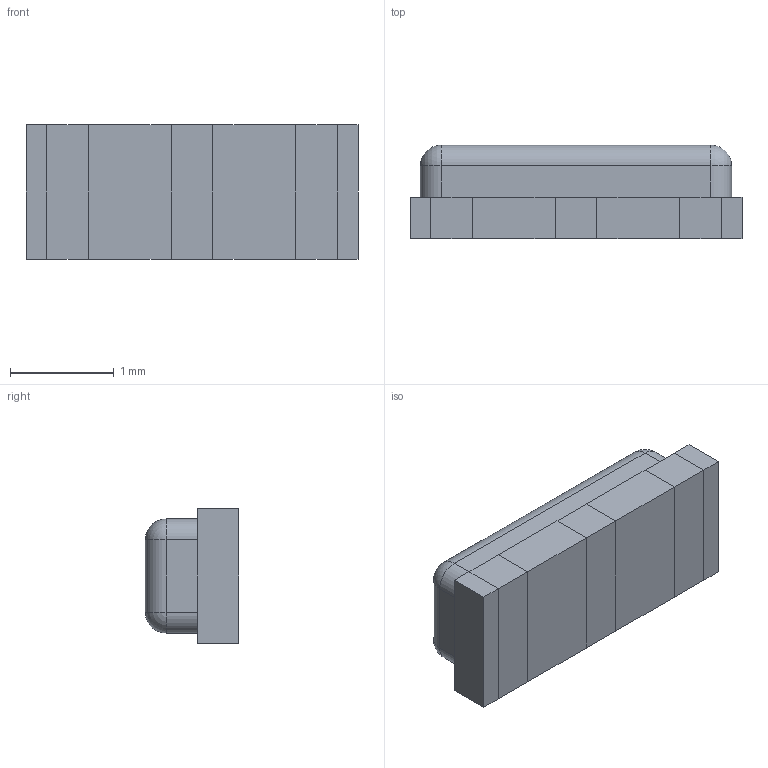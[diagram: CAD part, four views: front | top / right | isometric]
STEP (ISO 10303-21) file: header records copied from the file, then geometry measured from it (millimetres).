
FILE_DESCRIPTION (( 'STEP AP203' ), '1' );
FILE_NAME ('CSTNE16M0V530000R0.STEP', '2021-03-25T11:20:42', ( 'Admin' ), ( '' ), 'SwSTEP 2.0', 'SolidWorks 2018', '' );
FILE_SCHEMA (( 'CONFIG_CONTROL_DESIGN' ));
Length unit declared in the file: millimetre
Products named in the file (1): CSTNE16M0V530000R0
Bounding box: 3.2 x 0.9 x 1.3 mm (x, y, z)
Volume: 3.2 mm3; surface area: 15.2 mm2
Topology: 1 solids, 1 shells, 52 faces, 118 edges, 64 vertices
Faces by surface type: plane 40, cylinder 8, sphere 4
Entity records: 1447 total; most frequent: DIRECTION 240, CARTESIAN_POINT 231, ORIENTED_EDGE 228, EDGE_CURVE 114, VECTOR 94, LINE 94, AXIS2_PLACEMENT_3D 73, VERTEX_POINT 64
